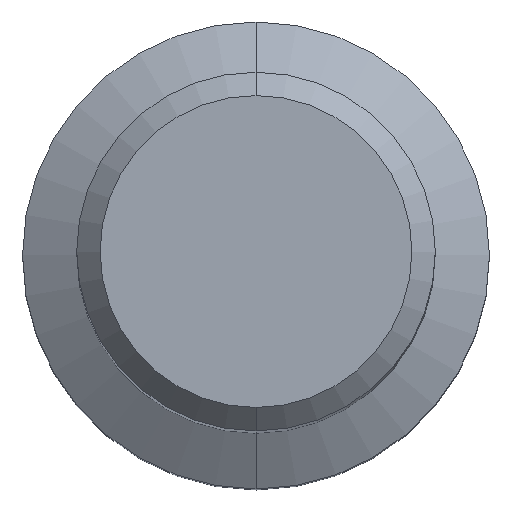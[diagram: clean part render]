
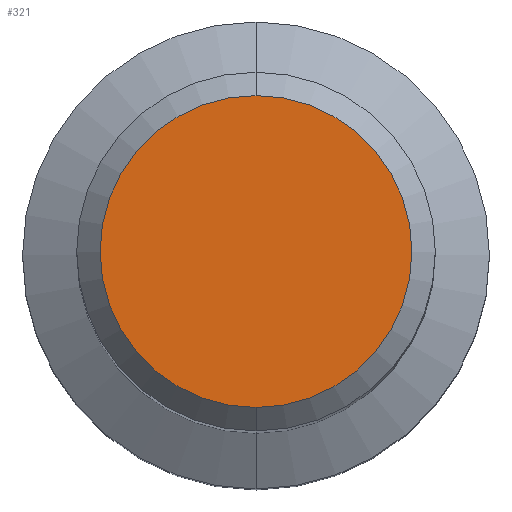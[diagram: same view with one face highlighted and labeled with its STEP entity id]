
A CAD part, top view. The second image highlights one B-rep face of the part: STEP entity #321.
In plain terms, the highlighted planar face has unit normal (0, 0, 1).
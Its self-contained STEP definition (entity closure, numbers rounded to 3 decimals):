
#321=ADVANCED_FACE('',(#720),#721,.T.);
#333=VERTEX_POINT('',#735);
#343=EDGE_CURVE('',#541,#333,#745,.T.);
#505=EDGE_CURVE('',#333,#541,#929,.T.);
#541=VERTEX_POINT('',#968);
#720=FACE_OUTER_BOUND('',#1220,.T.);
#721=PLANE('',#1221);
#735=CARTESIAN_POINT('',(0.0,5.302,0.0));
#745=CIRCLE('',#1314,5.302);
#929=CIRCLE('',#1660,5.302);
#968=CARTESIAN_POINT('',(0.,-5.302,0.0));
#1220=EDGE_LOOP('',(#1965,#1966));
#1221=AXIS2_PLACEMENT_3D('',#1967,#1968,#1969);
#1314=AXIS2_PLACEMENT_3D('',#1993,#1994,#1995);
#1660=AXIS2_PLACEMENT_3D('',#2239,#2240,#2241);
#1965=ORIENTED_EDGE('',*,*,#505,.F.);
#1966=ORIENTED_EDGE('',*,*,#343,.F.);
#1967=CARTESIAN_POINT('',(0.0,2.651,0.0));
#1968=DIRECTION('',(-0.0,0.0,1.0));
#1969=DIRECTION('',(0.0,-1.0,0.0));
#1993=CARTESIAN_POINT('',(0.0,0.0,0.0));
#1994=DIRECTION('',(0.0,0.0,-1.0));
#1995=DIRECTION('',(0.0,1.0,0.0));
#2239=CARTESIAN_POINT('',(0.0,0.0,0.0));
#2240=DIRECTION('',(0.0,0.0,-1.0));
#2241=DIRECTION('',(0.0,1.0,0.0));
